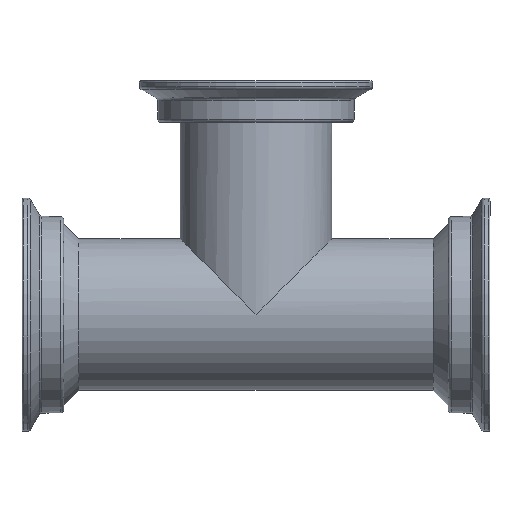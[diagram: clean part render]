
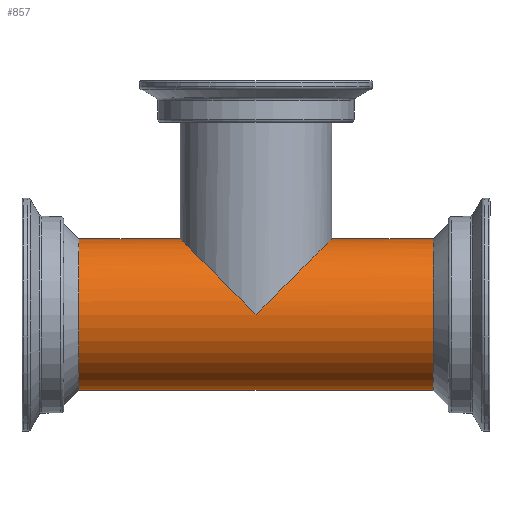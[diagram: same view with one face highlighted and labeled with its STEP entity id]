
A CAD part, front view. The second image highlights one B-rep face of the part: STEP entity #857.
In plain terms, the highlighted cylindrical face has radius 50 mm (diameter 100 mm), a full revolution.
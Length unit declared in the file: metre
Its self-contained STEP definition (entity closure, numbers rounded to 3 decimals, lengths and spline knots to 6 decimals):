
#59=FACE_BOUND('',#121,.T.);
#72=FACE_OUTER_BOUND('',#120,.T.);
#120=EDGE_LOOP('',(#587,#588,#589,#590,#591));
#121=EDGE_LOOP('',(#592,#593,#594));
#181=CIRCLE('',#936,0.05);
#182=CIRCLE('',#937,0.05);
#183=CIRCLE('',#938,0.05);
#294=LINE('',#1479,#312);
#312=VECTOR('',#1124,0.05);
#328=ELLIPSE('',#924,0.070711,0.05);
#329=ELLIPSE('',#925,0.070711,0.05);
#330=ELLIPSE('',#926,0.070711,0.05);
#334=VERTEX_POINT('',#1452);
#335=VERTEX_POINT('',#1453);
#336=VERTEX_POINT('',#1455);
#344=VERTEX_POINT('',#1476);
#345=VERTEX_POINT('',#1478);
#346=VERTEX_POINT('',#1480);
#434=EDGE_CURVE('',#334,#335,#328,.T.);
#435=EDGE_CURVE('',#336,#334,#329,.T.);
#436=EDGE_CURVE('',#335,#336,#330,.T.);
#446=EDGE_CURVE('',#344,#344,#181,.T.);
#447=EDGE_CURVE('',#344,#345,#294,.T.);
#448=EDGE_CURVE('',#345,#346,#182,.T.);
#449=EDGE_CURVE('',#346,#345,#183,.T.);
#587=ORIENTED_EDGE('',*,*,#446,.T.);
#588=ORIENTED_EDGE('',*,*,#447,.T.);
#589=ORIENTED_EDGE('',*,*,#448,.T.);
#590=ORIENTED_EDGE('',*,*,#449,.T.);
#591=ORIENTED_EDGE('',*,*,#447,.F.);
#592=ORIENTED_EDGE('',*,*,#434,.T.);
#593=ORIENTED_EDGE('',*,*,#436,.T.);
#594=ORIENTED_EDGE('',*,*,#435,.T.);
#853=CYLINDRICAL_SURFACE('',#935,0.05);
#857=ADVANCED_FACE('',(#72,#59),#853,.T.);
#924=AXIS2_PLACEMENT_3D('',#1454,#1096,#1097);
#925=AXIS2_PLACEMENT_3D('',#1456,#1098,#1099);
#926=AXIS2_PLACEMENT_3D('',#1457,#1100,#1101);
#935=AXIS2_PLACEMENT_3D('',#1475,#1120,#1121);
#936=AXIS2_PLACEMENT_3D('',#1477,#1122,#1123);
#937=AXIS2_PLACEMENT_3D('',#1481,#1125,#1126);
#938=AXIS2_PLACEMENT_3D('',#1482,#1127,#1128);
#1096=DIRECTION('center_axis',(0.707,0.,-0.707));
#1097=DIRECTION('ref_axis',(-0.707,0.,-0.707));
#1098=DIRECTION('center_axis',(-0.707,0.,-0.707));
#1099=DIRECTION('ref_axis',(0.707,0.,-0.707));
#1100=DIRECTION('center_axis',(0.707,0.,-0.707));
#1101=DIRECTION('ref_axis',(-0.707,0.,-0.707));
#1120=DIRECTION('center_axis',(-1.,0.,0.));
#1121=DIRECTION('ref_axis',(0.,0.,1.));
#1122=DIRECTION('center_axis',(1.,0.,0.));
#1123=DIRECTION('ref_axis',(0.,0.,-1.));
#1124=DIRECTION('',(1.,0.,0.));
#1125=DIRECTION('center_axis',(-1.,0.,0.));
#1126=DIRECTION('ref_axis',(0.,0.,1.));
#1127=DIRECTION('center_axis',(-1.,0.,0.));
#1128=DIRECTION('ref_axis',(0.,0.,1.));
#1452=CARTESIAN_POINT('',(0.,0.05,0.148));
#1453=CARTESIAN_POINT('',(0.05,0.,0.198));
#1454=CARTESIAN_POINT('Origin',(0.,0.,0.148));
#1455=CARTESIAN_POINT('',(0.,-0.05,0.148));
#1456=CARTESIAN_POINT('Origin',(0.,0.,0.148));
#1457=CARTESIAN_POINT('Origin',(0.,0.,0.148));
#1475=CARTESIAN_POINT('Origin',(0.148,0.,0.148));
#1476=CARTESIAN_POINT('',(-0.117,0.,0.098));
#1477=CARTESIAN_POINT('Origin',(-0.117,0.,0.148));
#1478=CARTESIAN_POINT('',(0.117,0.,0.098));
#1479=CARTESIAN_POINT('',(0.148,0.,0.098));
#1480=CARTESIAN_POINT('',(0.117,0.,0.198));
#1481=CARTESIAN_POINT('Origin',(0.117,0.,0.148));
#1482=CARTESIAN_POINT('Origin',(0.117,0.,0.148));
